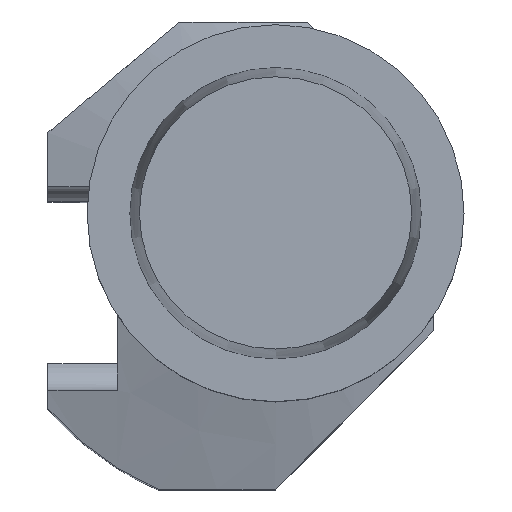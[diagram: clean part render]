
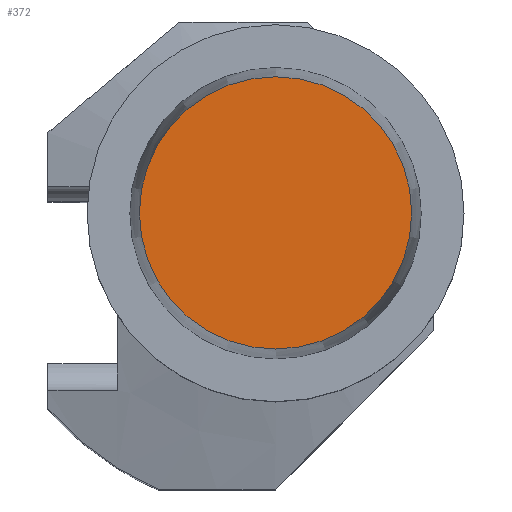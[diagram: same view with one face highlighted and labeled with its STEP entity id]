
A CAD part, top view. The second image highlights one B-rep face of the part: STEP entity #372.
In plain terms, the highlighted planar face has unit normal (0, 0, 1).
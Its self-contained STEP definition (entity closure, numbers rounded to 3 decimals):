
#96=PLANE('',#1254);
#372=ADVANCED_FACE('',(#424),#96,.F.);
#424=FACE_OUTER_BOUND('',#523,.T.);
#523=EDGE_LOOP('',(#842));
#566=CIRCLE('',#1253,22.722);
#842=ORIENTED_EDGE('',*,*,#1085,.F.);
#946=VERTEX_POINT('',#1956);
#1085=EDGE_CURVE('',#946,#946,#566,.T.);
#1253=AXIS2_PLACEMENT_3D('',#1955,#1562,#1563);
#1254=AXIS2_PLACEMENT_3D('',#1957,#1564,#1565);
#1562=DIRECTION('',(0.,0.,-1.));
#1563=DIRECTION('',(0.,-1.,0.));
#1564=DIRECTION('',(0.,0.,-1.));
#1565=DIRECTION('',(0.,-1.,0.));
#1955=CARTESIAN_POINT('',(0.,0.,
31.9));
#1956=CARTESIAN_POINT('',(0.,-22.722,31.9));
#1957=CARTESIAN_POINT('',(0.,0.,
31.9));
